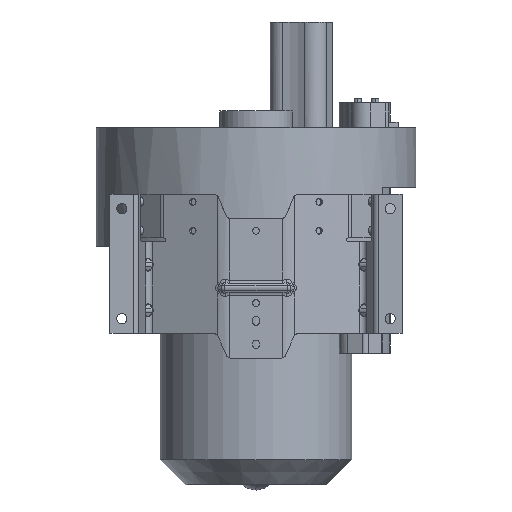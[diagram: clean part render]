
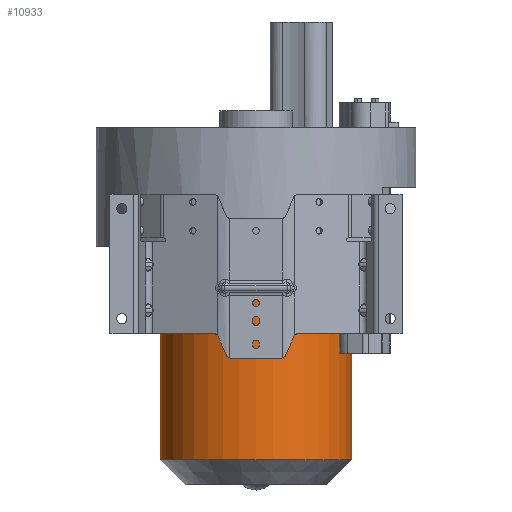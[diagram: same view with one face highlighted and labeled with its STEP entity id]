
A CAD part, front view. The second image highlights one B-rep face of the part: STEP entity #10933.
In plain terms, the highlighted cylindrical face has radius 132.5 mm (diameter 265 mm), a partial arc.
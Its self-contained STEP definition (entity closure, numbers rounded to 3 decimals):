
#108 = VERTEX_POINT ( 'NONE', #2869 ) ;
#163 = EDGE_CURVE ( 'NONE', #108, #9517, #16765, .T. ) ;
#251 = DIRECTION ( 'NONE',  ( -1., 0., 0. ) ) ;
#1097 = CARTESIAN_POINT ( 'NONE',  ( 132.5, 0., -40.85 ) ) ;
#1883 = ORIENTED_EDGE ( 'NONE', *, *, #163, .T. ) ;
#2869 = CARTESIAN_POINT ( 'NONE',  ( -132.5, 0., -40.85 ) ) ;
#3559 = EDGE_LOOP ( 'NONE', ( #16574, #19133, #1883, #23081 ) ) ;
#7066 = VERTEX_POINT ( 'NONE', #9100 ) ;
#8372 = DIRECTION ( 'NONE',  ( -1., 0., 0. ) ) ;
#8909 = EDGE_CURVE ( 'NONE', #24452, #7066, #23910, .T. ) ;
#9100 = CARTESIAN_POINT ( 'NONE',  ( 132.5, 0., -336.19 ) ) ;
#9223 = VECTOR ( 'NONE', #21799, 1000. ) ;
#9517 = VERTEX_POINT ( 'NONE', #26696 ) ;
#10040 = CARTESIAN_POINT ( 'NONE',  ( -132.5, 0., -40.85 ) ) ;
#10174 = DIRECTION ( 'NONE',  ( -1., 0., 0. ) ) ;
#10933 = ADVANCED_FACE ( 'NONE', ( #13019 ), #23653, .T. ) ;
#12743 = DIRECTION ( 'NONE',  ( 0., 0., 1. ) ) ;
#13019 = FACE_OUTER_BOUND ( 'NONE', #3559, .T. ) ;
#13287 = AXIS2_PLACEMENT_3D ( 'NONE', #14087, #22772, #10174 ) ;
#14087 = CARTESIAN_POINT ( 'NONE',  ( 0., 0., -40.85 ) ) ;
#16574 = ORIENTED_EDGE ( 'NONE', *, *, #8909, .F. ) ;
#16628 = EDGE_CURVE ( 'NONE', #9517, #7066, #19215, .T. ) ;
#16765 = LINE ( 'NONE', #10040, #26693 ) ;
#17610 = CARTESIAN_POINT ( 'NONE',  ( 132.5, 0., -40.85 ) ) ;
#17762 = CARTESIAN_POINT ( 'NONE',  ( 0., 0., -40.85 ) ) ;
#19133 = ORIENTED_EDGE ( 'NONE', *, *, #21645, .T. ) ;
#19215 = CIRCLE ( 'NONE', #20108, 132.5 ) ;
#20108 = AXIS2_PLACEMENT_3D ( 'NONE', #27561, #12743, #8372 ) ;
#21549 = DIRECTION ( 'NONE',  ( 0., 0., -1. ) ) ;
#21645 = EDGE_CURVE ( 'NONE', #24452, #108, #23579, .T. ) ;
#21799 = DIRECTION ( 'NONE',  ( 0., 0., -1. ) ) ;
#22772 = DIRECTION ( 'NONE',  ( 0., 0., -1. ) ) ;
#22931 = DIRECTION ( 'NONE',  ( 0., 0., -1. ) ) ;
#23081 = ORIENTED_EDGE ( 'NONE', *, *, #16628, .T. ) ;
#23579 = CIRCLE ( 'NONE', #13287, 132.5 ) ;
#23653 = CYLINDRICAL_SURFACE ( 'NONE', #25842, 132.5 ) ;
#23910 = LINE ( 'NONE', #17610, #9223 ) ;
#24452 = VERTEX_POINT ( 'NONE', #1097 ) ;
#25842 = AXIS2_PLACEMENT_3D ( 'NONE', #17762, #21549, #251 ) ;
#26693 = VECTOR ( 'NONE', #22931, 1000. ) ;
#26696 = CARTESIAN_POINT ( 'NONE',  ( -132.5, 0., -336.19 ) ) ;
#27561 = CARTESIAN_POINT ( 'NONE',  ( 0., 0., -336.19 ) ) ;
